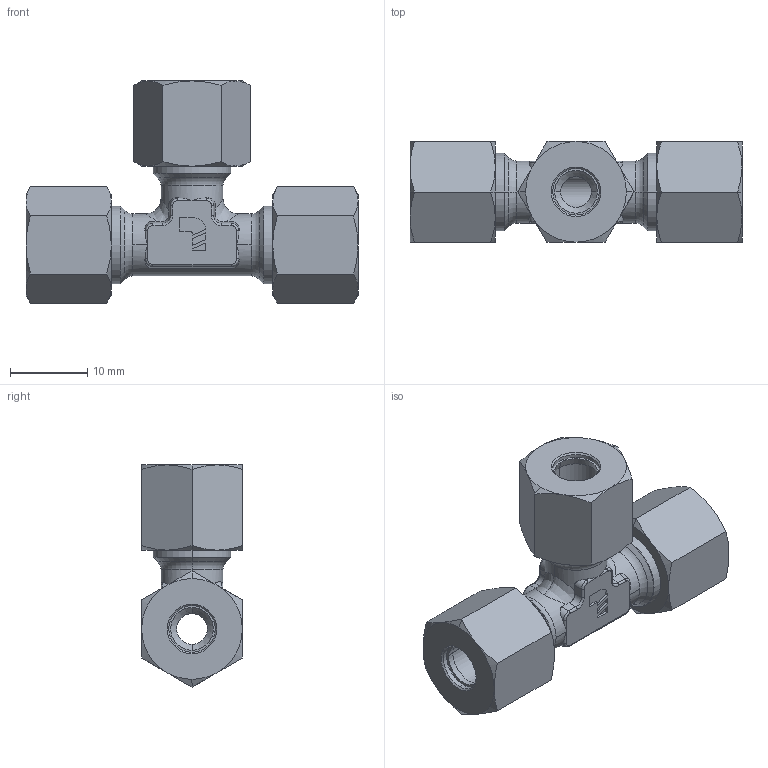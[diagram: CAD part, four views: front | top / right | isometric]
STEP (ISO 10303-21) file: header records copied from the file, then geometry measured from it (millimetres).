
FILE_DESCRIPTION(('STEP AP214'),'1');
FILE_NAME('0104_06_00.stp','2016-07-07T14:21:12',('TraceParts'),('TraceParts S.A.'),'Spatial InterOp 3D',' ',' ');
FILE_SCHEMA(('automotive_design'));
Length unit declared in the file: millimetre
Products named in the file (7): 0104-06-00_asm|0104-06-00U:1#0104-06-00U;0104-06-00U; 0104-06-00_asm|0124-00-00-01:1#0124-00-00-01;0124-00-00-01; 0104-06-00_asm|0110-00-00-05:1#0110-00-00-05;0110-00-00-05; 0104-06-00_asm|0124-00-00-01:2#0124-00-00-01;0124-00-00-01; 0104-06-00_asm|0110-00-00-05:2#0110-00-00-05;0110-00-00-05; 0104-06-00_asm|0124-00-00-01:3#0124-00-00-01;0124-00-00-01; 0104-06-00_asm|0110-00-00-05:3#0110-00-00-05;0110-00-00-05
Bounding box: 42.87 x 13 x 28.69 mm (x, y, z)
Volume: 5193 mm3; surface area: 5775 mm2
Topology: 7 solids, 7 shells, 346 faces, 795 edges, 465 vertices
Faces by surface type: cone 120, cylinder 82, plane 82, bspline 32, torus 30
Entity records: 14810 total; most frequent: CARTESIAN_POINT 4347, DIRECTION 1610, ORIENTED_EDGE 1590, EDGE_CURVE 795, AXIS2_PLACEMENT_3D 652, VERTEX_POINT 465, EDGE_LOOP 364, STYLED_ITEM 353
